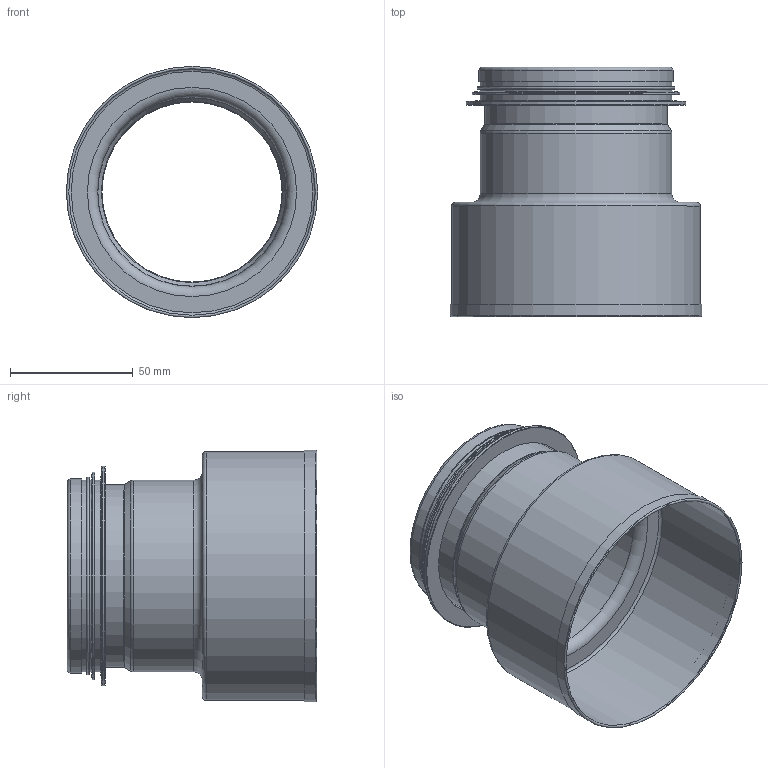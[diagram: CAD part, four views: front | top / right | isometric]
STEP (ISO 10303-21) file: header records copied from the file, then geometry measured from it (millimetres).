
FILE_DESCRIPTION(/* description */ ('Centrisk reduktion muff-nippel'),/* implementation_level */ '2;1');
FILE_NAME(/* name */ 'HFCM_100-80_A.stp',/* time_stamp */ '2024-09-05T10:10:49+02:00',/* author */ ('Maria'),/* organization */ (''),/* preprocessor_version */ 'ST-DEVELOPER v19',/* originating_system */ 'Autodesk Inventor 2023',/* authorisation */ '');
FILE_SCHEMA (('AUTOMOTIVE_DESIGN { 1 0 10303 214 3 1 1 }'));
Length unit declared in the file: millimetre
Products named in the file (3): HFCM_100-80; HFCM_Rörämne-03-02; 999002
Assembly tree (2 placements, depth 2):
  HFCM_100-80
    HFCM_Rörämne-03-02
    999002
Bounding box: 102.27 x 101.5 x 102.27 mm (x, y, z)
Volume: 25342.4 mm3; surface area: 80557.4 mm2
Topology: 2 solids, 2 shells, 47 faces, 112 edges, 74 vertices
Faces by surface type: torus 18, cylinder 16, plane 9, cone 4
Full cylindrical faces by diameter (mm): 73.25 x1, 74.25 x1, 75.45 x1, 77.05 x1, 78.05 x5, 79.05 x1, 84.45 x1, 89.45 x1, 100.25 x1, 101.25 x1, 101.27 x1, 102.27 x1
Entity records: 1563 total; most frequent: DIRECTION 308, CARTESIAN_POINT 238, ORIENTED_EDGE 224, AXIS2_PLACEMENT_3D 144, EDGE_CURVE 112, CIRCLE 92, VERTEX_POINT 74, EDGE_LOOP 56
